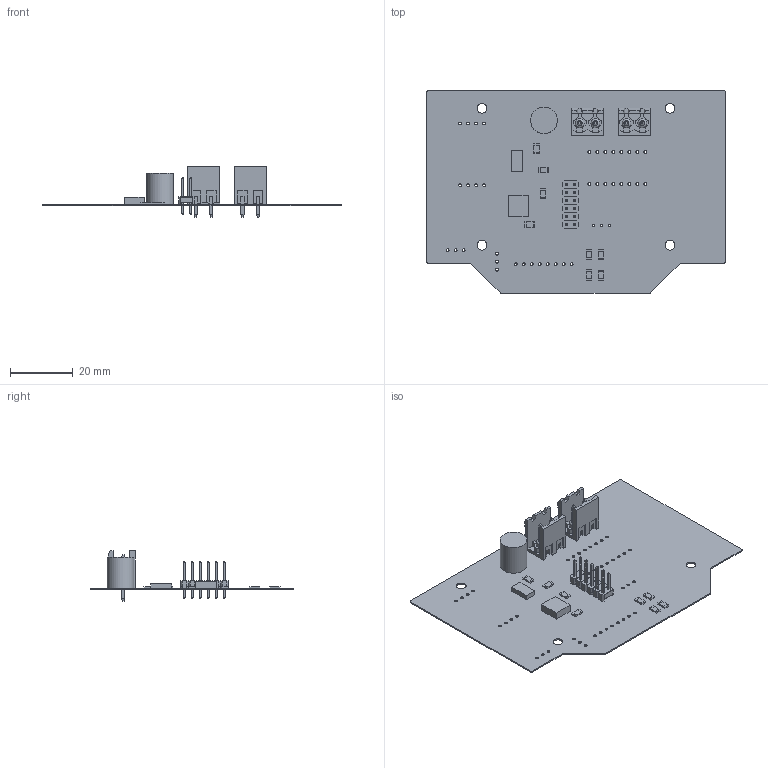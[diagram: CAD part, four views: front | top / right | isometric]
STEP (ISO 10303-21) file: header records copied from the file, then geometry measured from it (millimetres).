
FILE_DESCRIPTION(('Open CASCADE Model'),'2;1');
FILE_NAME('Open CASCADE Shape Model','2017-10-29T20:11:15',('Author'),( 'Open CASCADE'),'Open CASCADE STEP processor 6.8','Open CASCADE 6.8' ,'Unknown');
FILE_SCHEMA(('AUTOMOTIVE_DESIGN { 1 0 10303 214 1 1 1 1 }'));
Length unit declared in the file: millimetre
Products named in the file (38): PCB; Board; OMotorB; 691311700002; 691311700102; 6913117000xx_PIN; OMotorA; R5V; 793094784; Extruded; R3v; 793086944; LEDV3.3; 793094464; 793094304; LEDV5; R1; R2; C1; C2; 793079904; 793079744; C3; 793094624; 797094696; Cylinder; C4; C5; Free-Models; DS1021-2x6SF11; body; pin
Assembly tree (70 placements, depth 4):
  PCB
    Board
    OMotorB
      691311700002
        691311700102
        6913117000xx_PIN  x2
    OMotorA
      691311700002
        691311700102
        6913117000xx_PIN  x2
    R5V
      793094784
        Extruded
    R3v
      793086944
        Extruded
    LEDV3.3
      793094464  x2
        Extruded
      793094304
        Extruded
    LEDV5
      793094464  x2
        Extruded
      793094304
        Extruded
    R1
      793094304
        Extruded
      793094464  x2
        Extruded
    R2
      793094304
        Extruded
      793094464  x2
        Extruded
    C1
      793094304
        Extruded
      793094464  x2
        Extruded
    C2
      793079904
        Extruded
      793079744  x2
        Extruded
    C3
      793094624
        Extruded
      797094696
        Cylinder
    C4
      793079904
        Extruded
      793079744  x2
        Extruded
    C5
      793094304
        Extruded
      793094464  x2
Bounding box: 94.96 x 64.42 x 16 mm (x, y, z)
Volume: 4070.5 mm3; surface area: 14966.8 mm2
Topology: 48 solids, 48 shells, 744 faces, 1736 edges, 1088 vertices
Faces by surface type: plane 660, cylinder 80, torus 4
Full cylindrical faces by diameter (mm): 0.9 x53, 1.6 x4, 2.8 x4, 3.1 x4, 8.5 x1
Entity records: 24992 total; most frequent: CARTESIAN_POINT 4243, DIRECTION 3588, LINE 2274, VECTOR 2274, ORIENTED_EDGE 1748, PCURVE 1748, DEFINITIONAL_REPRESENTATION 1748, EDGE_CURVE 874
